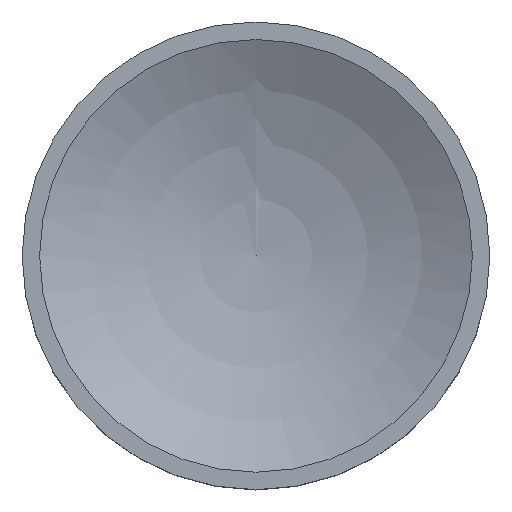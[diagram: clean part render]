
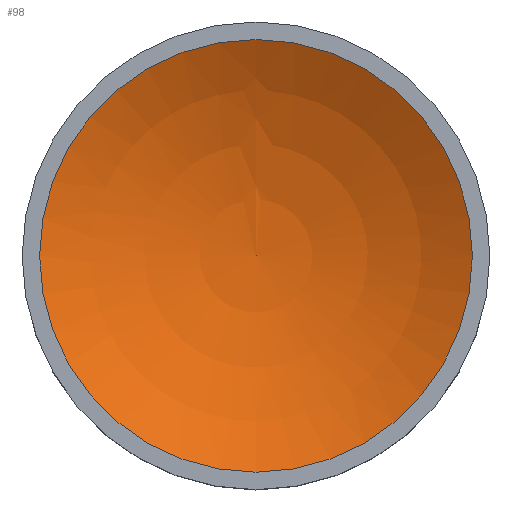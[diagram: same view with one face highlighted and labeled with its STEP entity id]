
A CAD part, top view. The second image highlights one B-rep face of the part: STEP entity #98.
In plain terms, the highlighted spherical face has radius 24.28 mm.
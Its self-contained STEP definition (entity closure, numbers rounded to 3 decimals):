
#98=ADVANCED_FACE('',(#110),#111,.F.);
#110=FACE_OUTER_BOUND('',#124,.T.);
#111=SPHERICAL_SURFACE('',#125,24.28);
#124=EDGE_LOOP('',(#145));
#125=AXIS2_PLACEMENT_3D('',#146,#147,#148);
#145=ORIENTED_EDGE('',*,*,#159,.T.);
#146=CARTESIAN_POINT('',(0.0,0.0,27.28));
#147=DIRECTION('',(0.0,0.0,1.0));
#148=DIRECTION('',(0.0,1.0,0.0));
#159=EDGE_CURVE('',#168,#168,#169,.T.);
#168=VERTEX_POINT('',#180);
#169=CIRCLE('',#181,11.75);
#180=CARTESIAN_POINT('',(0.,-11.75,6.033));
#181=AXIS2_PLACEMENT_3D('',#195,#196,#197);
#195=CARTESIAN_POINT('',(0.0,0.0,6.033));
#196=DIRECTION('',(0.0,-0.0,1.0));
#197=DIRECTION('',(0.0,1.0,0.0));
